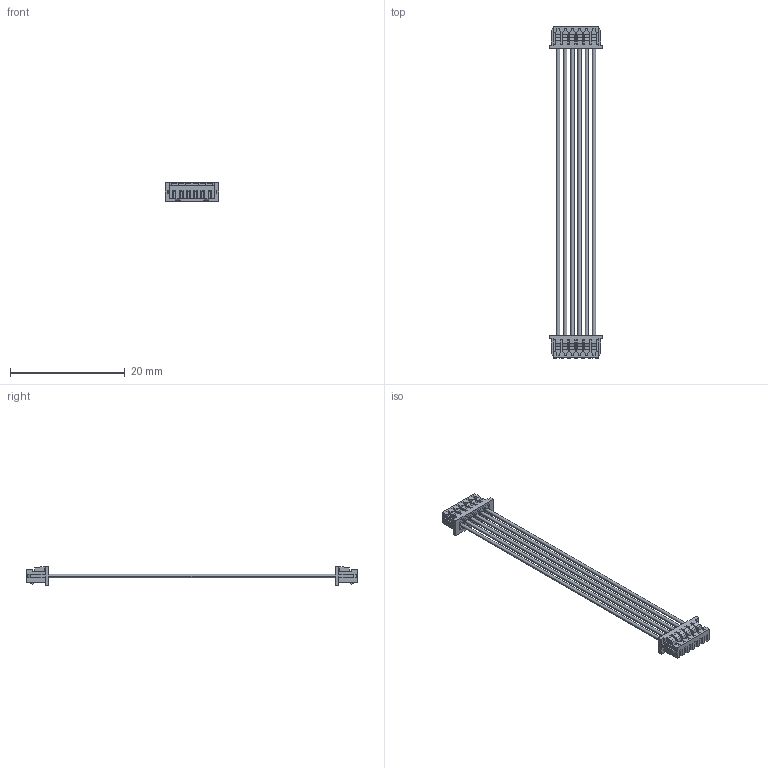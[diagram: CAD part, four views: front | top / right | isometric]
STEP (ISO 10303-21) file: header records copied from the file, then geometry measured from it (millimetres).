
FILE_DESCRIPTION((''),'2;1');
FILE_NAME('151340600','2019-12-25T',('gga'),(''),'PRO/ENGINEER BY PARAMETRIC TECHNOLOGY CORPORATION, 2016010','PRO/ENGINEER BY PARAMETRIC TECHNOLOGY CORPORATION, 2016010','');
FILE_SCHEMA(('CONFIG_CONTROL_DESIGN'));
Length unit declared in the file: millimetre
Products named in the file (1): 151340600
Bounding box: 9.25 x 57.9 x 3.2 mm (x, y, z)
Volume: 236.1 mm3; surface area: 964.8 mm2
Topology: 1 solids, 1 shells, 616 faces, 1626 edges, 1036 vertices
Faces by surface type: plane 604, cylinder 12
Entity records: 18481 total; most frequent: CARTESIAN_POINT 3267, ORIENTED_EDGE 3240, DIRECTION 2884, EDGE_CURVE 1620, VECTOR 1602, LINE 1602, VERTEX_POINT 1024, EDGE_LOOP 644
